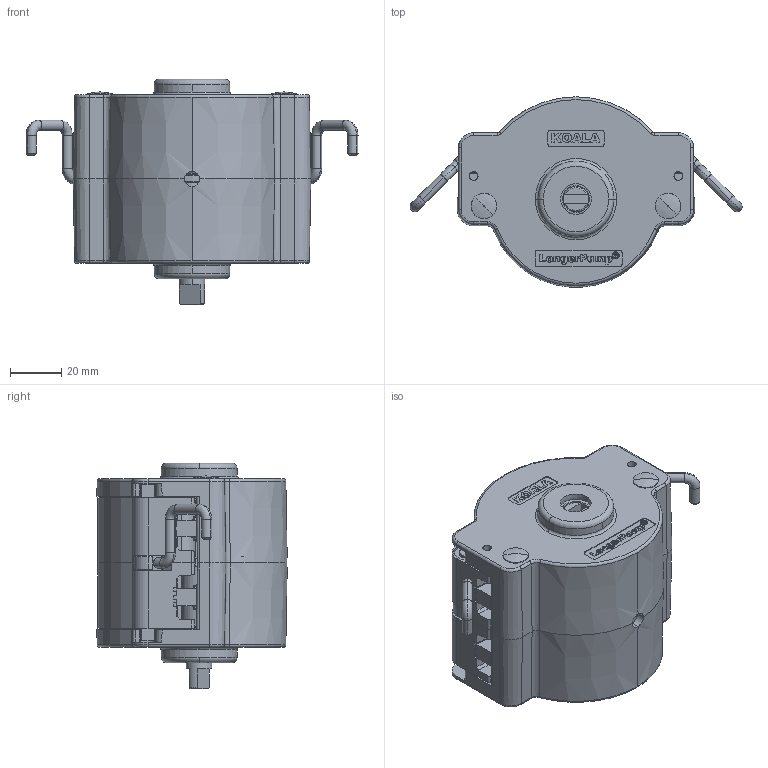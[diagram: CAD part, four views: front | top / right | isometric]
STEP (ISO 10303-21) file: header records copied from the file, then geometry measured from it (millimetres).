
FILE_DESCRIPTION (( 'STEP AP214' ), '1' );
FILE_NAME ('DMD15-13-B.STEP', '2020-04-21T05:37:43', ( '' ), ( '' ), 'SwSTEP 2.0', 'SolidWorks 2013', '' );
FILE_SCHEMA (( 'AUTOMOTIVE_DESIGN' ));
Length unit declared in the file: millimetre
Products named in the file (1): DMD15-13-B
Bounding box: 129.81 x 74.4 x 88.2 mm (x, y, z)
Volume: 141838.4 mm3; surface area: 120407 mm2
Topology: 35 solids, 47 shells, 2941 faces, 7533 edges, 4747 vertices
Faces by surface type: plane 1057, cylinder 763, bspline 424, cone 371, torus 192, sphere 134
Entity records: 136591 total; most frequent: CARTESIAN_POINT 35682, ORIENTED_EDGE 14994, DIRECTION 13256, EDGE_CURVE 7497, AXIS2_PLACEMENT_3D 4897, VERTEX_POINT 4747, VECTOR 3462, LINE 3462
